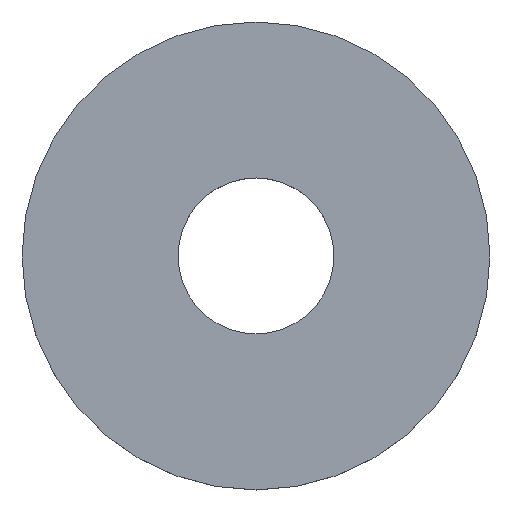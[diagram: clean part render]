
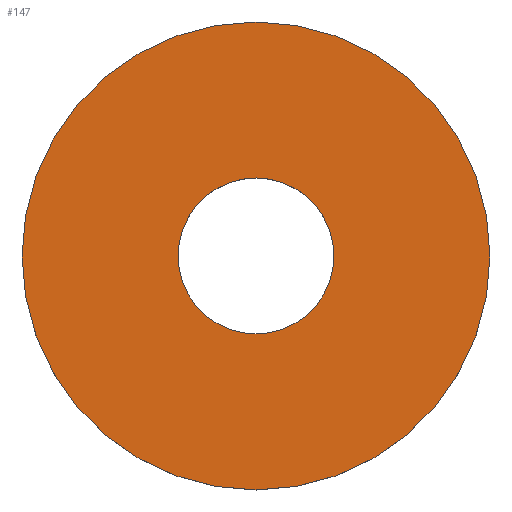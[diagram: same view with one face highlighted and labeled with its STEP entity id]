
A CAD part, top view. The second image highlights one B-rep face of the part: STEP entity #147.
In plain terms, the highlighted planar face has unit normal (0, 0, 1).
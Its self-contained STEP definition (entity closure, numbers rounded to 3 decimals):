
#4 = DIRECTION ( 'NONE',  ( 0., 1., 0. ) ) ;
#5 = PLANE ( 'NONE',  #123 ) ;
#15 = ORIENTED_EDGE ( 'NONE', *, *, #22, .T. ) ;
#19 = FACE_BOUND ( 'NONE', #105, .T. ) ;
#22 = EDGE_CURVE ( 'NONE', #61, #61, #48, .T. ) ;
#36 = DIRECTION ( 'NONE',  ( 0., 0., 1. ) ) ;
#46 = VERTEX_POINT ( 'NONE', #75 ) ;
#48 = CIRCLE ( 'NONE', #137, 2.5 ) ;
#49 = DIRECTION ( 'NONE',  ( 0., 0., -1. ) ) ;
#55 = EDGE_CURVE ( 'NONE', #46, #46, #141, .T. ) ;
#59 = DIRECTION ( 'NONE',  ( 0., 0., -1. ) ) ;
#61 = VERTEX_POINT ( 'NONE', #97 ) ;
#71 = CARTESIAN_POINT ( 'NONE',  ( 0., 2.5, 1.1 ) ) ;
#75 = CARTESIAN_POINT ( 'NONE',  ( 0., 7.5, 1.1 ) ) ;
#81 = ORIENTED_EDGE ( 'NONE', *, *, #55, .F. ) ;
#86 = FACE_OUTER_BOUND ( 'NONE', #102, .T. ) ;
#97 = CARTESIAN_POINT ( 'NONE',  ( 0., 2.5, 1.1 ) ) ;
#102 = EDGE_LOOP ( 'NONE', ( #81 ) ) ;
#105 = EDGE_LOOP ( 'NONE', ( #15 ) ) ;
#108 = CARTESIAN_POINT ( 'NONE',  ( 0., 0., 1.1 ) ) ;
#111 = CARTESIAN_POINT ( 'NONE',  ( 0., 0., 1.1 ) ) ;
#120 = AXIS2_PLACEMENT_3D ( 'NONE', #108, #59, #148 ) ;
#123 = AXIS2_PLACEMENT_3D ( 'NONE', #71, #36, #139 ) ;
#137 = AXIS2_PLACEMENT_3D ( 'NONE', #111, #49, #4 ) ;
#139 = DIRECTION ( 'NONE',  ( 0., -1., 0. ) ) ;
#141 = CIRCLE ( 'NONE', #120, 7.5 ) ;
#147 = ADVANCED_FACE ( 'NONE', ( #19, #86 ), #5, .T. ) ;
#148 = DIRECTION ( 'NONE',  ( 0., 1., 0. ) ) ;
